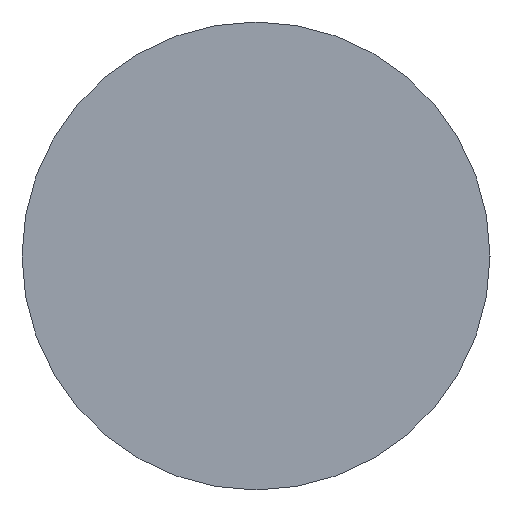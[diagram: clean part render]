
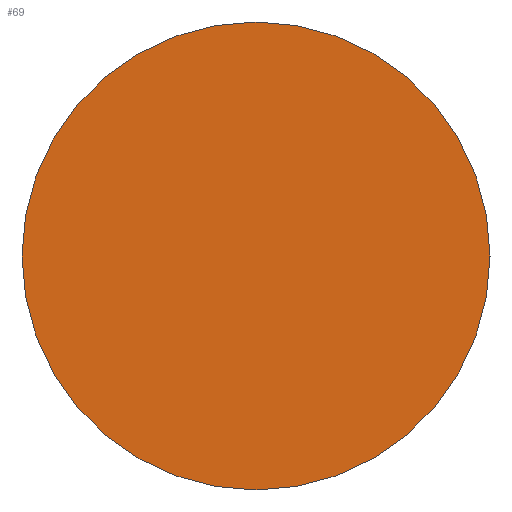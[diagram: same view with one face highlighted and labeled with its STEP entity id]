
A CAD part, left-side view. The second image highlights one B-rep face of the part: STEP entity #69.
In plain terms, the highlighted planar face has unit normal (-1, 0, 0).
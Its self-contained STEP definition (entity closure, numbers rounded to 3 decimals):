
#20=PLANE('',#93);
#25=FACE_OUTER_BOUND('',#31,.T.);
#31=EDGE_LOOP('',(#58));
#40=CIRCLE('',#94,15.);
#44=VERTEX_POINT('',#133);
#49=EDGE_CURVE('',#44,#44,#40,.T.);
#58=ORIENTED_EDGE('',*,*,#49,.T.);
#69=ADVANCED_FACE('',(#25),#20,.F.);
#93=AXIS2_PLACEMENT_3D('',#132,#113,#114);
#94=AXIS2_PLACEMENT_3D('',#134,#115,#116);
#113=DIRECTION('center_axis',(1.,0.,0.));
#114=DIRECTION('ref_axis',(0.,1.,0.));
#115=DIRECTION('center_axis',(-1.,0.,0.));
#116=DIRECTION('ref_axis',(0.,1.,0.));
#132=CARTESIAN_POINT('Origin',(-115.,0.,0.));
#133=CARTESIAN_POINT('',(-115.,-15.,0.));
#134=CARTESIAN_POINT('Origin',(-115.,0.,0.));
